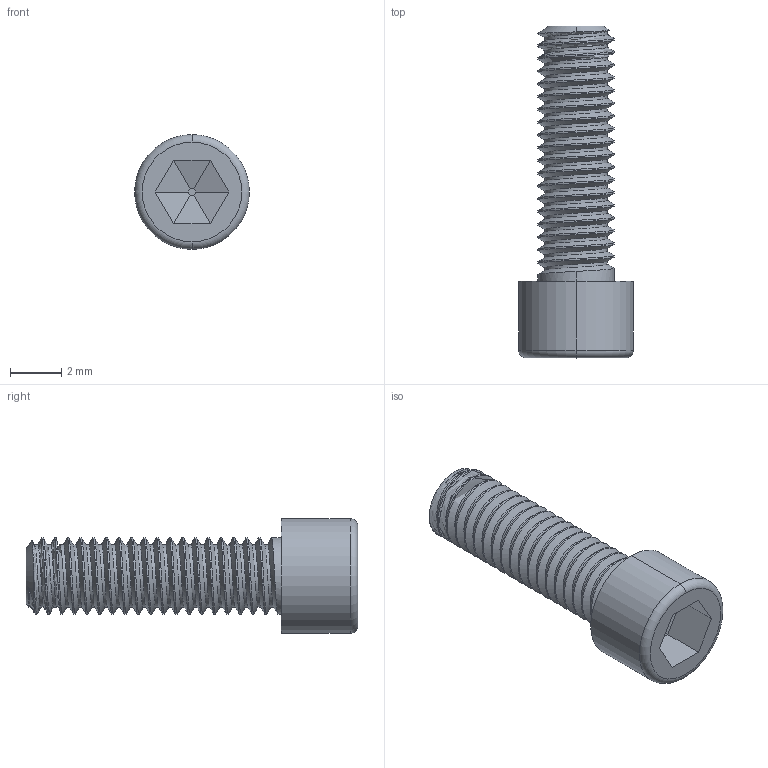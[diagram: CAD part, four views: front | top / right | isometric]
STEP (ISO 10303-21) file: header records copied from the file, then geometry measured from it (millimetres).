
FILE_DESCRIPTION (( 'STEP AP214' ), '1' );
FILE_NAME ('M3x10.STEP', '2025-06-14T14:17:28', ( '' ), ( '' ), 'SwSTEP 2.0', 'SolidWorks 2023', '' );
FILE_SCHEMA (( 'AUTOMOTIVE_DESIGN' ));
Length unit declared in the file: millimetre
Products named in the file (1): M3x10
Bounding box: 4.5 x 13 x 4.5 mm (x, y, z)
Volume: 95.1 mm3; surface area: 221 mm2
Topology: 1 solids, 1 shells, 65 faces, 175 edges, 114 vertices
Faces by surface type: cylinder 41, plane 17, bspline 3, torus 2, cone 2
Entity records: 4350 total; most frequent: CARTESIAN_POINT 2960, ORIENTED_EDGE 350, DIRECTION 223, EDGE_CURVE 175, VERTEX_POINT 114, AXIS2_PLACEMENT_3D 75, LINE 73, VECTOR 73
